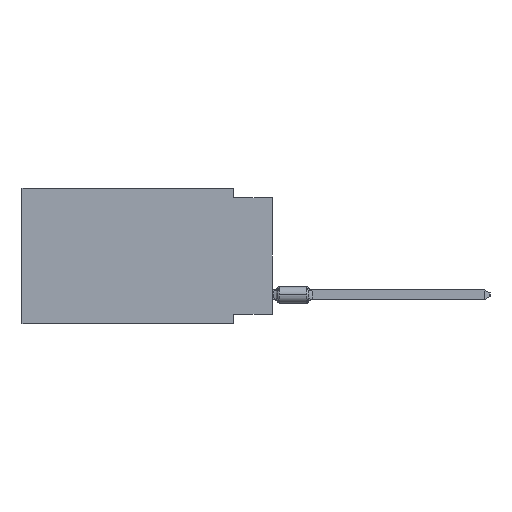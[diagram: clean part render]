
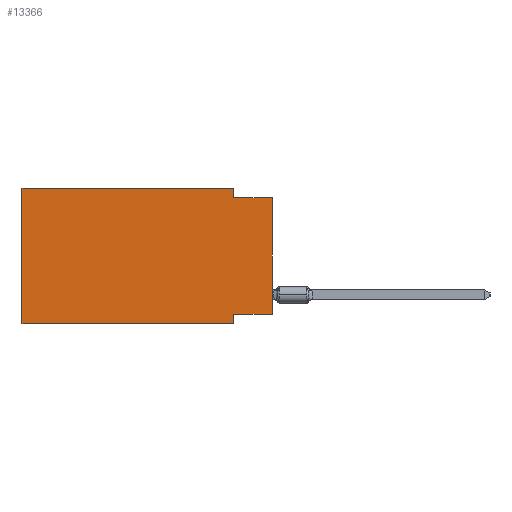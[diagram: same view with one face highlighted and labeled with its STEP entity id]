
A CAD part, left-side view. The second image highlights one B-rep face of the part: STEP entity #13366.
In plain terms, the highlighted planar face has unit normal (-1, 0, 0).
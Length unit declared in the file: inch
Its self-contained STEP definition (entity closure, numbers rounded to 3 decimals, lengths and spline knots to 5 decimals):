
#36 = LINE ( 'NONE', #22761, #9345 ) ;
#187 = VERTEX_POINT ( 'NONE', #7753 ) ;
#786 = CARTESIAN_POINT ( 'NONE',  ( 0., 0.1, -0.35 ) ) ;
#870 = EDGE_CURVE ( 'NONE', #6862, #21265, #36, .T. ) ;
#1624 = CARTESIAN_POINT ( 'NONE',  ( 0., 0.645, 0. ) ) ;
#2662 = CARTESIAN_POINT ( 'NONE',  ( 0., 0.1, 0. ) ) ;
#2754 = DIRECTION ( 'NONE',  ( 1., 0., 0. ) ) ;
#2837 = LINE ( 'NONE', #11128, #15066 ) ;
#3806 = VERTEX_POINT ( 'NONE', #20018 ) ;
#4065 = LINE ( 'NONE', #18881, #23912 ) ;
#4201 = VECTOR ( 'NONE', #25267, 39.37008 ) ;
#4393 = LINE ( 'NONE', #1624, #21557 ) ;
#4951 = DIRECTION ( 'NONE',  ( 0., -1., 0. ) ) ;
#4975 = FACE_OUTER_BOUND ( 'NONE', #20505, .T. ) ;
#5006 = ORIENTED_EDGE ( 'NONE', *, *, #870, .T. ) ;
#5433 = VERTEX_POINT ( 'NONE', #6239 ) ;
#6239 = CARTESIAN_POINT ( 'NONE',  ( 0., 0., -0.325 ) ) ;
#6382 = VERTEX_POINT ( 'NONE', #16220 ) ;
#6862 = VERTEX_POINT ( 'NONE', #9945 ) ;
#7014 = LINE ( 'NONE', #7154, #12778 ) ;
#7154 = CARTESIAN_POINT ( 'NONE',  ( 0., 0.645, 0. ) ) ;
#7207 = EDGE_CURVE ( 'NONE', #15057, #8056, #7014, .T. ) ;
#7319 = PLANE ( 'NONE',  #18054 ) ;
#7753 = CARTESIAN_POINT ( 'NONE',  ( 0., 0.1, -0.025 ) ) ;
#8056 = VERTEX_POINT ( 'NONE', #2662 ) ;
#8990 = VECTOR ( 'NONE', #23479, 39.37008 ) ;
#9258 = DIRECTION ( 'NONE',  ( 0., 0., -1. ) ) ;
#9345 = VECTOR ( 'NONE', #14867, 39.37008 ) ;
#9820 = ORIENTED_EDGE ( 'NONE', *, *, #9910, .F. ) ;
#9910 = EDGE_CURVE ( 'NONE', #5433, #6382, #25463, .T. ) ;
#9945 = CARTESIAN_POINT ( 'NONE',  ( 0., 0.645, -0.35 ) ) ;
#10437 = CARTESIAN_POINT ( 'NONE',  ( 0., 0.645, 0. ) ) ;
#10497 = CARTESIAN_POINT ( 'NONE',  ( 0., 0., -0.325 ) ) ;
#10711 = ORIENTED_EDGE ( 'NONE', *, *, #19856, .F. ) ;
#10715 = VECTOR ( 'NONE', #15077, 39.37008 ) ;
#11128 = CARTESIAN_POINT ( 'NONE',  ( 0., 0.1, -0.35 ) ) ;
#11958 = EDGE_CURVE ( 'NONE', #6862, #15057, #4393, .T. ) ;
#12778 = VECTOR ( 'NONE', #4951, 39.37008 ) ;
#13366 = ADVANCED_FACE ( 'NONE', ( #4975 ), #7319, .F. ) ;
#14867 = DIRECTION ( 'NONE',  ( 0., -1., 0. ) ) ;
#15021 = LINE ( 'NONE', #20985, #4201 ) ;
#15035 = EDGE_CURVE ( 'NONE', #8056, #187, #15021, .T. ) ;
#15054 = ORIENTED_EDGE ( 'NONE', *, *, #11958, .F. ) ;
#15057 = VERTEX_POINT ( 'NONE', #10437 ) ;
#15066 = VECTOR ( 'NONE', #25968, 39.37008 ) ;
#15077 = DIRECTION ( 'NONE',  ( 0., 1., 0. ) ) ;
#16220 = CARTESIAN_POINT ( 'NONE',  ( 0., 0.1, -0.325 ) ) ;
#18054 = AXIS2_PLACEMENT_3D ( 'NONE', #18358, #2754, #9258 ) ;
#18358 = CARTESIAN_POINT ( 'NONE',  ( 0., 0.645, 0. ) ) ;
#18881 = CARTESIAN_POINT ( 'NONE',  ( 0., 0., 0. ) ) ;
#19338 = CARTESIAN_POINT ( 'NONE',  ( 0., 0., -0.025 ) ) ;
#19856 = EDGE_CURVE ( 'NONE', #6382, #21265, #2837, .T. ) ;
#20018 = CARTESIAN_POINT ( 'NONE',  ( 0., 0., -0.025 ) ) ;
#20191 = EDGE_CURVE ( 'NONE', #5433, #3806, #4065, .T. ) ;
#20505 = EDGE_LOOP ( 'NONE', ( #23968, #23313, #21886, #24599, #15054, #5006, #10711, #9820 ) ) ;
#20619 = DIRECTION ( 'NONE',  ( 0., 0., 1. ) ) ;
#20985 = CARTESIAN_POINT ( 'NONE',  ( 0., 0.1, 0. ) ) ;
#21265 = VERTEX_POINT ( 'NONE', #786 ) ;
#21557 = VECTOR ( 'NONE', #20619, 39.37008 ) ;
#21886 = ORIENTED_EDGE ( 'NONE', *, *, #15035, .F. ) ;
#22033 = EDGE_CURVE ( 'NONE', #187, #3806, #23342, .T. ) ;
#22761 = CARTESIAN_POINT ( 'NONE',  ( 0., 0.645, -0.35 ) ) ;
#23313 = ORIENTED_EDGE ( 'NONE', *, *, #22033, .F. ) ;
#23342 = LINE ( 'NONE', #19338, #8990 ) ;
#23479 = DIRECTION ( 'NONE',  ( 0., -1., 0. ) ) ;
#23912 = VECTOR ( 'NONE', #27324, 39.37008 ) ;
#23968 = ORIENTED_EDGE ( 'NONE', *, *, #20191, .T. ) ;
#24599 = ORIENTED_EDGE ( 'NONE', *, *, #7207, .F. ) ;
#25267 = DIRECTION ( 'NONE',  ( 0., 0., -1. ) ) ;
#25463 = LINE ( 'NONE', #10497, #10715 ) ;
#25968 = DIRECTION ( 'NONE',  ( 0., 0., -1. ) ) ;
#27324 = DIRECTION ( 'NONE',  ( 0., 0., 1. ) ) ;
